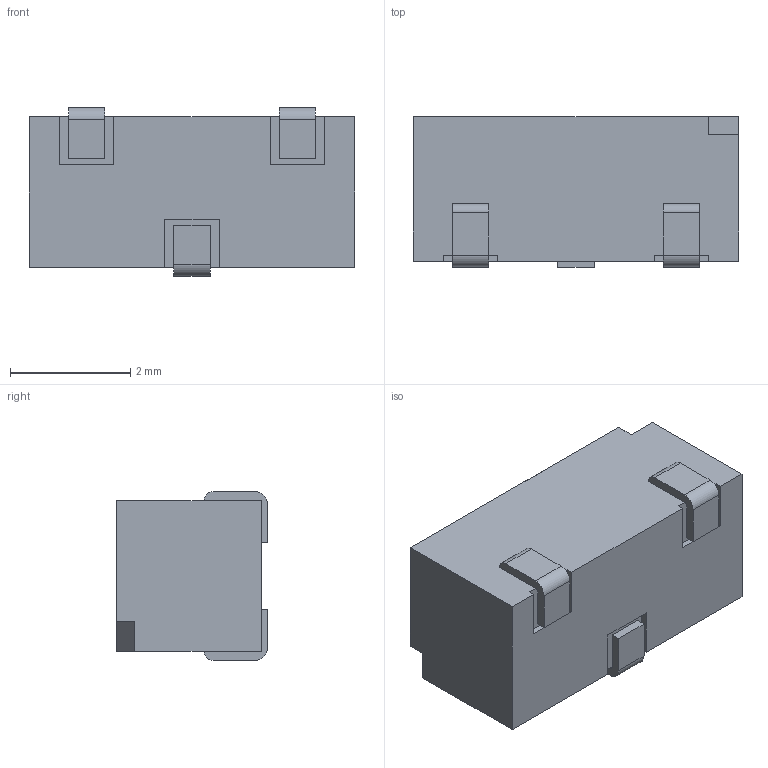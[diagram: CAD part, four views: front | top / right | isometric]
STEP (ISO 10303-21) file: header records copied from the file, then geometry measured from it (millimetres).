
FILE_DESCRIPTION (( 'STEP AP214' ), '1' );
FILE_NAME ('CJS-1200TA.STEP', '2023-07-28T03:14:44', ( 'USER' ), ( '' ), 'SwSTEP 2.0', 'SolidWorks 2016', '' );
FILE_SCHEMA (( 'AUTOMOTIVE_DESIGN' ));
Length unit declared in the file: millimetre
Products named in the file (1): CJS-1200TA
Bounding box: 5.4 x 2.5 x 2.8 mm (x, y, z)
Volume: 32.2 mm3; surface area: 79.4 mm2
Topology: 7 solids, 7 shells, 90 faces, 220 edges, 144 vertices
Faces by surface type: plane 81, cylinder 9
Entity records: 2686 total; most frequent: CARTESIAN_POINT 455, ORIENTED_EDGE 440, DIRECTION 420, EDGE_CURVE 220, VECTOR 202, LINE 202, VERTEX_POINT 144, AXIS2_PLACEMENT_3D 109
